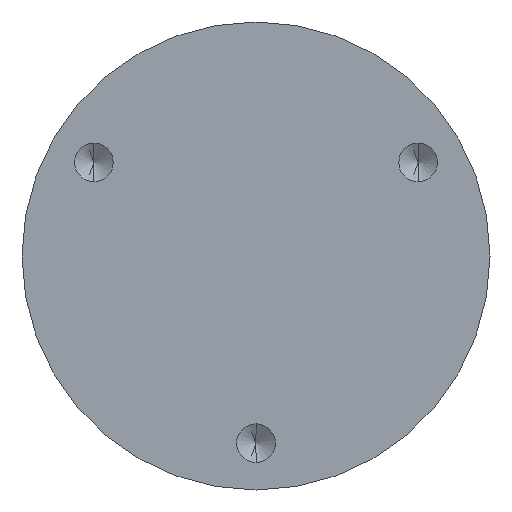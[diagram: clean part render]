
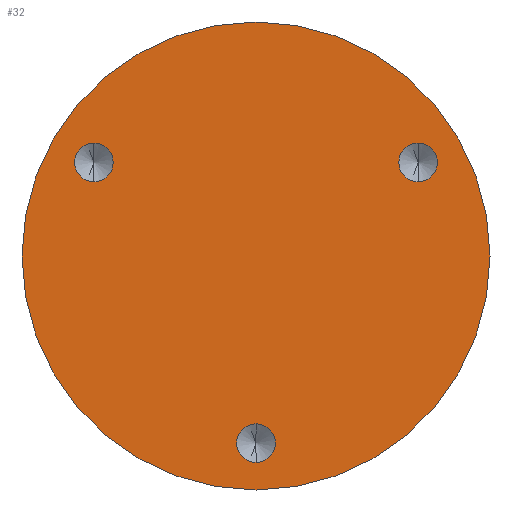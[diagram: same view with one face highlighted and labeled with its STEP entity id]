
A CAD part, front view. The second image highlights one B-rep face of the part: STEP entity #32.
In plain terms, the highlighted planar face has unit normal (0, -1, 0).
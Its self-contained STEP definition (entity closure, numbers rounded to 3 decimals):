
#17 = CIRCLE ( 'NONE', #257, 20. ) ;
#20 = CARTESIAN_POINT ( 'NONE',  ( 0., 0., 0. ) ) ;
#22 = VERTEX_POINT ( 'NONE', #380 ) ;
#32 = ADVANCED_FACE ( 'NONE', ( #229, #415, #507, #64 ), #239, .T. ) ;
#39 = AXIS2_PLACEMENT_3D ( 'NONE', #20, #453, #161 ) ;
#50 = AXIS2_PLACEMENT_3D ( 'NONE', #284, #441, #579 ) ;
#53 = EDGE_CURVE ( 'NONE', #22, #544, #171, .T. ) ;
#63 = ORIENTED_EDGE ( 'NONE', *, *, #604, .F. ) ;
#64 = FACE_OUTER_BOUND ( 'NONE', #445, .T. ) ;
#77 = ORIENTED_EDGE ( 'NONE', *, *, #214, .T. ) ;
#103 = DIRECTION ( 'NONE',  ( 0., -1., 0. ) ) ;
#109 = DIRECTION ( 'NONE',  ( 0., 0., -1. ) ) ;
#113 = EDGE_CURVE ( 'NONE', #544, #22, #538, .T. ) ;
#129 = DIRECTION ( 'NONE',  ( 0., 0., -1. ) ) ;
#138 = AXIS2_PLACEMENT_3D ( 'NONE', #470, #319, #423 ) ;
#142 = ORIENTED_EDGE ( 'NONE', *, *, #315, .F. ) ;
#161 = DIRECTION ( 'NONE',  ( 0., 0., -1. ) ) ;
#164 = AXIS2_PLACEMENT_3D ( 'NONE', #556, #519, #129 ) ;
#171 = CIRCLE ( 'NONE', #248, 1.65 ) ;
#174 = AXIS2_PLACEMENT_3D ( 'NONE', #436, #584, #109 ) ;
#180 = DIRECTION ( 'NONE',  ( 0., 0., -1. ) ) ;
#183 = DIRECTION ( 'NONE',  ( 0., -1., 0. ) ) ;
#190 = CARTESIAN_POINT ( 'NONE',  ( 0., 0., -16. ) ) ;
#193 = CIRCLE ( 'NONE', #289, 1.65 ) ;
#211 = VERTEX_POINT ( 'NONE', #307 ) ;
#214 = EDGE_CURVE ( 'NONE', #531, #420, #500, .T. ) ;
#215 = CARTESIAN_POINT ( 'NONE',  ( 0., 0., 20. ) ) ;
#222 = DIRECTION ( 'NONE',  ( 0., 0., -1. ) ) ;
#229 = FACE_BOUND ( 'NONE', #482, .T. ) ;
#230 = CARTESIAN_POINT ( 'NONE',  ( -13.856, 0., 6.35 ) ) ;
#239 = PLANE ( 'NONE',  #50 ) ;
#248 = AXIS2_PLACEMENT_3D ( 'NONE', #336, #489, #439 ) ;
#257 = AXIS2_PLACEMENT_3D ( 'NONE', #613, #605, #222 ) ;
#284 = CARTESIAN_POINT ( 'NONE',  ( 20., 0., 0. ) ) ;
#289 = AXIS2_PLACEMENT_3D ( 'NONE', #190, #183, #180 ) ;
#293 = DIRECTION ( 'NONE',  ( 0., 0., -1. ) ) ;
#307 = CARTESIAN_POINT ( 'NONE',  ( -13.856, 0., 9.65 ) ) ;
#315 = EDGE_CURVE ( 'NONE', #607, #334, #343, .T. ) ;
#319 = DIRECTION ( 'NONE',  ( 0., -1., 0. ) ) ;
#320 = EDGE_LOOP ( 'NONE', ( #364, #348 ) ) ;
#334 = VERTEX_POINT ( 'NONE', #558 ) ;
#336 = CARTESIAN_POINT ( 'NONE',  ( 13.856, 0., 8. ) ) ;
#343 = CIRCLE ( 'NONE', #164, 1.65 ) ;
#348 = ORIENTED_EDGE ( 'NONE', *, *, #113, .F. ) ;
#355 = EDGE_CURVE ( 'NONE', #420, #531, #17, .T. ) ;
#364 = ORIENTED_EDGE ( 'NONE', *, *, #53, .F. ) ;
#376 = EDGE_CURVE ( 'NONE', #529, #211, #577, .T. ) ;
#380 = CARTESIAN_POINT ( 'NONE',  ( 13.856, 0., 6.35 ) ) ;
#385 = CARTESIAN_POINT ( 'NONE',  ( -13.856, 0., 8. ) ) ;
#398 = ORIENTED_EDGE ( 'NONE', *, *, #355, .T. ) ;
#415 = FACE_BOUND ( 'NONE', #320, .T. ) ;
#420 = VERTEX_POINT ( 'NONE', #215 ) ;
#423 = DIRECTION ( 'NONE',  ( 0., 0., -1. ) ) ;
#436 = CARTESIAN_POINT ( 'NONE',  ( 13.856, 0., 8. ) ) ;
#439 = DIRECTION ( 'NONE',  ( 0., 0., -1. ) ) ;
#440 = CARTESIAN_POINT ( 'NONE',  ( 0., 0., -17.65 ) ) ;
#441 = DIRECTION ( 'NONE',  ( 0., -1., 0. ) ) ;
#445 = EDGE_LOOP ( 'NONE', ( #77, #398 ) ) ;
#453 = DIRECTION ( 'NONE',  ( 0., -1., 0. ) ) ;
#470 = CARTESIAN_POINT ( 'NONE',  ( -13.856, 0., 8. ) ) ;
#482 = EDGE_LOOP ( 'NONE', ( #592, #63 ) ) ;
#489 = DIRECTION ( 'NONE',  ( 0., -1., 0. ) ) ;
#500 = CIRCLE ( 'NONE', #39, 20. ) ;
#507 = FACE_BOUND ( 'NONE', #614, .T. ) ;
#519 = DIRECTION ( 'NONE',  ( 0., -1., 0. ) ) ;
#523 = CARTESIAN_POINT ( 'NONE',  ( 13.856, 0., 9.65 ) ) ;
#525 = CARTESIAN_POINT ( 'NONE',  ( 0., 0., -20. ) ) ;
#529 = VERTEX_POINT ( 'NONE', #230 ) ;
#530 = AXIS2_PLACEMENT_3D ( 'NONE', #385, #103, #293 ) ;
#531 = VERTEX_POINT ( 'NONE', #525 ) ;
#538 = CIRCLE ( 'NONE', #174, 1.65 ) ;
#542 = CIRCLE ( 'NONE', #530, 1.65 ) ;
#544 = VERTEX_POINT ( 'NONE', #523 ) ;
#548 = ORIENTED_EDGE ( 'NONE', *, *, #561, .F. ) ;
#556 = CARTESIAN_POINT ( 'NONE',  ( 0., 0., -16. ) ) ;
#558 = CARTESIAN_POINT ( 'NONE',  ( 0., 0., -14.35 ) ) ;
#561 = EDGE_CURVE ( 'NONE', #334, #607, #193, .T. ) ;
#577 = CIRCLE ( 'NONE', #138, 1.65 ) ;
#579 = DIRECTION ( 'NONE',  ( 0., 0., -1. ) ) ;
#584 = DIRECTION ( 'NONE',  ( 0., -1., 0. ) ) ;
#592 = ORIENTED_EDGE ( 'NONE', *, *, #376, .F. ) ;
#604 = EDGE_CURVE ( 'NONE', #211, #529, #542, .T. ) ;
#605 = DIRECTION ( 'NONE',  ( 0., -1., 0. ) ) ;
#607 = VERTEX_POINT ( 'NONE', #440 ) ;
#613 = CARTESIAN_POINT ( 'NONE',  ( 0., 0., 0. ) ) ;
#614 = EDGE_LOOP ( 'NONE', ( #142, #548 ) ) ;
